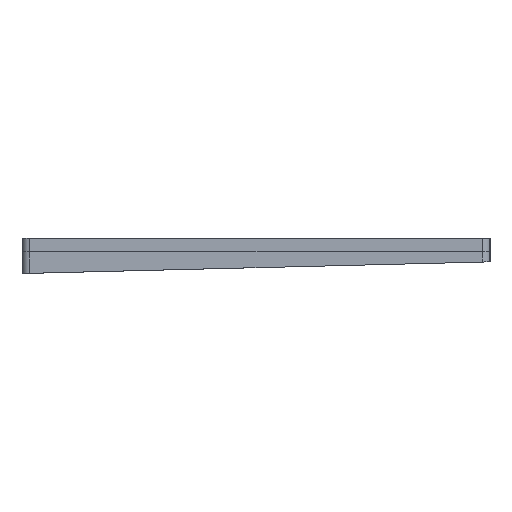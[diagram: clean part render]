
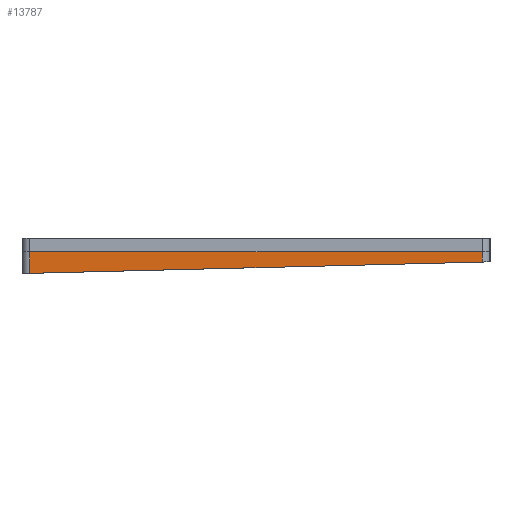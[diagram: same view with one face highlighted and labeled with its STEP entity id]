
A CAD part, left-side view. The second image highlights one B-rep face of the part: STEP entity #13787.
In plain terms, the highlighted planar face has unit normal (-1, 0, 0).
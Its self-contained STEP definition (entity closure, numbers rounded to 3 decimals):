
#1782 = PLANE('',#1783);
#1783 = AXIS2_PLACEMENT_3D('',#1784,#1785,#1786);
#1784 = CARTESIAN_POINT('',(-114.625,38.425,-6.958));
#1785 = DIRECTION('',(0.,-0.025,-1.));
#1786 = DIRECTION('',(0.,-1.,0.025));
#1810 = CYLINDRICAL_SURFACE('',#1811,1.3);
#1811 = AXIS2_PLACEMENT_3D('',#1812,#1813,#1814);
#1812 = CARTESIAN_POINT('',(-113.325,37.125,-3.4));
#1813 = DIRECTION('',(0.,0.,-1.));
#1814 = DIRECTION('',(0.,1.,0.));
#4364 = VERTEX_POINT('',#4365);
#4365 = CARTESIAN_POINT('',(-114.625,-37.125,-5.075));
#4384 = CYLINDRICAL_SURFACE('',#4385,1.3);
#4385 = AXIS2_PLACEMENT_3D('',#4386,#4387,#4388);
#4386 = CARTESIAN_POINT('',(-113.325,-37.125,-3.4));
#4387 = DIRECTION('',(0.,0.,-1.));
#4388 = DIRECTION('',(-1.,0.,0.));
#4399 = EDGE_CURVE('',#4400,#4364,#4402,.T.);
#4400 = VERTEX_POINT('',#4401);
#4401 = CARTESIAN_POINT('',(-114.625,37.125,-6.925));
#4402 = SURFACE_CURVE('',#4403,(#4407,#4414),.PCURVE_S1.);
#4403 = LINE('',#4404,#4405);
#4404 = CARTESIAN_POINT('',(-114.625,38.425,-6.958));
#4405 = VECTOR('',#4406,1.);
#4406 = DIRECTION('',(0.,-1.,0.025));
#4407 = PCURVE('',#1782,#4408);
#4408 = DEFINITIONAL_REPRESENTATION('',(#4409),#4413);
#4409 = LINE('',#4410,#4411);
#4410 = CARTESIAN_POINT('',(0.,0.));
#4411 = VECTOR('',#4412,1.);
#4412 = DIRECTION('',(1.,0.));
#4413 = ( GEOMETRIC_REPRESENTATION_CONTEXT(2) 
PARAMETRIC_REPRESENTATION_CONTEXT() REPRESENTATION_CONTEXT('2D SPACE',''
  ) );
#4414 = PCURVE('',#4415,#4420);
#4415 = PLANE('',#4416);
#4416 = AXIS2_PLACEMENT_3D('',#4417,#4418,#4419);
#4417 = CARTESIAN_POINT('',(-114.625,0.463,-4.706));
#4418 = DIRECTION('',(1.,0.,0.));
#4419 = DIRECTION('',(0.,1.,0.));
#4420 = DEFINITIONAL_REPRESENTATION('',(#4421),#4425);
#4421 = LINE('',#4422,#4423);
#4422 = CARTESIAN_POINT('',(37.962,-2.252));
#4423 = VECTOR('',#4424,1.);
#4424 = DIRECTION('',(-1.,0.025));
#4425 = ( GEOMETRIC_REPRESENTATION_CONTEXT(2) 
PARAMETRIC_REPRESENTATION_CONTEXT() REPRESENTATION_CONTEXT('2D SPACE',''
  ) );
#13492 = VERTEX_POINT('',#13493);
#13493 = CARTESIAN_POINT('',(-114.625,37.125,-3.4));
#13515 = EDGE_CURVE('',#13492,#4400,#13516,.T.);
#13516 = SURFACE_CURVE('',#13517,(#13521,#13528),.PCURVE_S1.);
#13517 = LINE('',#13518,#13519);
#13518 = CARTESIAN_POINT('',(-114.625,37.125,-3.4));
#13519 = VECTOR('',#13520,1.);
#13520 = DIRECTION('',(0.,0.,-1.));
#13521 = PCURVE('',#1810,#13522);
#13522 = DEFINITIONAL_REPRESENTATION('',(#13523),#13527);
#13523 = LINE('',#13524,#13525);
#13524 = CARTESIAN_POINT('',(-1.571,0.));
#13525 = VECTOR('',#13526,1.);
#13526 = DIRECTION('',(-0.,1.));
#13527 = ( GEOMETRIC_REPRESENTATION_CONTEXT(2) 
PARAMETRIC_REPRESENTATION_CONTEXT() REPRESENTATION_CONTEXT('2D SPACE',''
  ) );
#13528 = PCURVE('',#4415,#13529);
#13529 = DEFINITIONAL_REPRESENTATION('',(#13530),#13534);
#13530 = LINE('',#13531,#13532);
#13531 = CARTESIAN_POINT('',(36.662,1.306));
#13532 = VECTOR('',#13533,1.);
#13533 = DIRECTION('',(0.,-1.));
#13534 = ( GEOMETRIC_REPRESENTATION_CONTEXT(2) 
PARAMETRIC_REPRESENTATION_CONTEXT() REPRESENTATION_CONTEXT('2D SPACE',''
  ) );
#13604 = PLANE('',#13605);
#13605 = AXIS2_PLACEMENT_3D('',#13606,#13607,#13608);
#13606 = CARTESIAN_POINT('',(-114.625,-38.425,-3.4));
#13607 = DIRECTION('',(-1.,0.,0.));
#13608 = DIRECTION('',(0.,1.,0.));
#13787 = ADVANCED_FACE('',(#13788),#4415,.F.);
#13788 = FACE_BOUND('',#13789,.F.);
#13789 = EDGE_LOOP('',(#13790,#13813,#13834,#13835));
#13790 = ORIENTED_EDGE('',*,*,#13791,.F.);
#13791 = EDGE_CURVE('',#13792,#13492,#13794,.T.);
#13792 = VERTEX_POINT('',#13793);
#13793 = CARTESIAN_POINT('',(-114.625,-37.125,-3.4));
#13794 = SURFACE_CURVE('',#13795,(#13799,#13806),.PCURVE_S1.);
#13795 = LINE('',#13796,#13797);
#13796 = CARTESIAN_POINT('',(-114.625,-38.425,-3.4));
#13797 = VECTOR('',#13798,1.);
#13798 = DIRECTION('',(0.,1.,0.));
#13799 = PCURVE('',#4415,#13800);
#13800 = DEFINITIONAL_REPRESENTATION('',(#13801),#13805);
#13801 = LINE('',#13802,#13803);
#13802 = CARTESIAN_POINT('',(-38.888,1.306));
#13803 = VECTOR('',#13804,1.);
#13804 = DIRECTION('',(1.,0.));
#13805 = ( GEOMETRIC_REPRESENTATION_CONTEXT(2) 
PARAMETRIC_REPRESENTATION_CONTEXT() REPRESENTATION_CONTEXT('2D SPACE',''
  ) );
#13806 = PCURVE('',#13604,#13807);
#13807 = DEFINITIONAL_REPRESENTATION('',(#13808),#13812);
#13808 = LINE('',#13809,#13810);
#13809 = CARTESIAN_POINT('',(0.,0.));
#13810 = VECTOR('',#13811,1.);
#13811 = DIRECTION('',(1.,0.));
#13812 = ( GEOMETRIC_REPRESENTATION_CONTEXT(2) 
PARAMETRIC_REPRESENTATION_CONTEXT() REPRESENTATION_CONTEXT('2D SPACE',''
  ) );
#13813 = ORIENTED_EDGE('',*,*,#13814,.T.);
#13814 = EDGE_CURVE('',#13792,#4364,#13815,.T.);
#13815 = SURFACE_CURVE('',#13816,(#13820,#13827),.PCURVE_S1.);
#13816 = LINE('',#13817,#13818);
#13817 = CARTESIAN_POINT('',(-114.625,-37.125,-3.4));
#13818 = VECTOR('',#13819,1.);
#13819 = DIRECTION('',(0.,0.,-1.));
#13820 = PCURVE('',#4415,#13821);
#13821 = DEFINITIONAL_REPRESENTATION('',(#13822),#13826);
#13822 = LINE('',#13823,#13824);
#13823 = CARTESIAN_POINT('',(-37.588,1.306));
#13824 = VECTOR('',#13825,1.);
#13825 = DIRECTION('',(0.,-1.));
#13826 = ( GEOMETRIC_REPRESENTATION_CONTEXT(2) 
PARAMETRIC_REPRESENTATION_CONTEXT() REPRESENTATION_CONTEXT('2D SPACE',''
  ) );
#13827 = PCURVE('',#4384,#13828);
#13828 = DEFINITIONAL_REPRESENTATION('',(#13829),#13833);
#13829 = LINE('',#13830,#13831);
#13830 = CARTESIAN_POINT('',(-0.,0.));
#13831 = VECTOR('',#13832,1.);
#13832 = DIRECTION('',(-0.,1.));
#13833 = ( GEOMETRIC_REPRESENTATION_CONTEXT(2) 
PARAMETRIC_REPRESENTATION_CONTEXT() REPRESENTATION_CONTEXT('2D SPACE',''
  ) );
#13834 = ORIENTED_EDGE('',*,*,#4399,.F.);
#13835 = ORIENTED_EDGE('',*,*,#13515,.F.);
